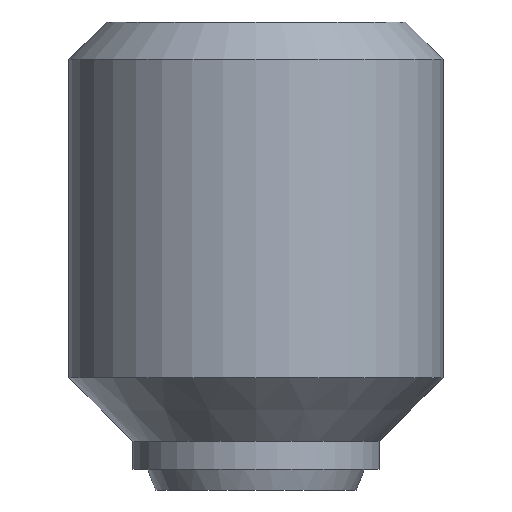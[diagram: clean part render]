
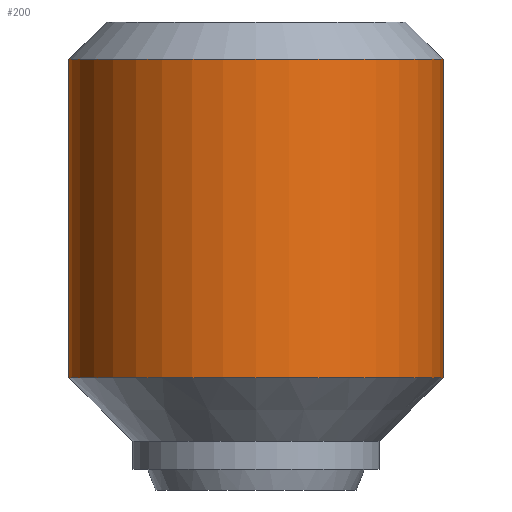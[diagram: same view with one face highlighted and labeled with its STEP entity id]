
A CAD part, front view. The second image highlights one B-rep face of the part: STEP entity #200.
In plain terms, the highlighted cylindrical face has radius 10 mm (diameter 20 mm), a partial arc.
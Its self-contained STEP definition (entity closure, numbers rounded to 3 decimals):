
#138=VERTEX_POINT('',#340);
#146=EDGE_CURVE('',#260,#202,#350,.T.);
#174=EDGE_CURVE('',#302,#202,#381,.T.);
#200=ADVANCED_FACE('',(#408),#409,.T.);
#202=VERTEX_POINT('',#411);
#218=EDGE_CURVE('',#138,#302,#428,.T.);
#238=EDGE_CURVE('',#260,#138,#451,.T.);
#260=VERTEX_POINT('',#476);
#302=VERTEX_POINT('',#524);
#340=CARTESIAN_POINT('',(-10.,0.,-2.0));
#350=CIRCLE('',#569,10.0);
#381=LINE('',#619,#620);
#408=FACE_OUTER_BOUND('',#688,.T.);
#409=CYLINDRICAL_SURFACE('',#689,10.0);
#411=CARTESIAN_POINT('',(10.0,0.,-19.));
#428=CIRCLE('',#723,10.0);
#451=LINE('',#752,#753);
#476=CARTESIAN_POINT('',(-10.,0.,-19.));
#524=CARTESIAN_POINT('',(10.0,0.,-2.0));
#569=AXIS2_PLACEMENT_3D('',#891,#892,#893);
#619=CARTESIAN_POINT('',(10.0,0.,-10.5));
#620=VECTOR('',#937,1.0);
#688=EDGE_LOOP('',(#956,#957,#958,#959));
#689=AXIS2_PLACEMENT_3D('',#960,#961,#962);
#723=AXIS2_PLACEMENT_3D('',#978,#979,#980);
#752=CARTESIAN_POINT('',(-10.,0.,-10.5));
#753=VECTOR('',#1006,1.0);
#891=CARTESIAN_POINT('',(0.,0.,-19.));
#892=DIRECTION('',(0.0,0.0,1.0));
#893=DIRECTION('',(-1.0,0.,0.0));
#937=DIRECTION('',(-0.0,-0.0,-1.0));
#956=ORIENTED_EDGE('',*,*,#238,.F.);
#957=ORIENTED_EDGE('',*,*,#146,.T.);
#958=ORIENTED_EDGE('',*,*,#174,.F.);
#959=ORIENTED_EDGE('',*,*,#218,.F.);
#960=CARTESIAN_POINT('',(0.,0.,-10.5));
#961=DIRECTION('',(-0.0,-0.0,-1.0));
#962=DIRECTION('',(-1.0,0.,0.0));
#978=CARTESIAN_POINT('',(0.,0.,-2.0));
#979=DIRECTION('',(0.0,0.0,1.0));
#980=DIRECTION('',(-1.0,0.,0.0));
#1006=DIRECTION('',(0.0,0.0,1.0));
